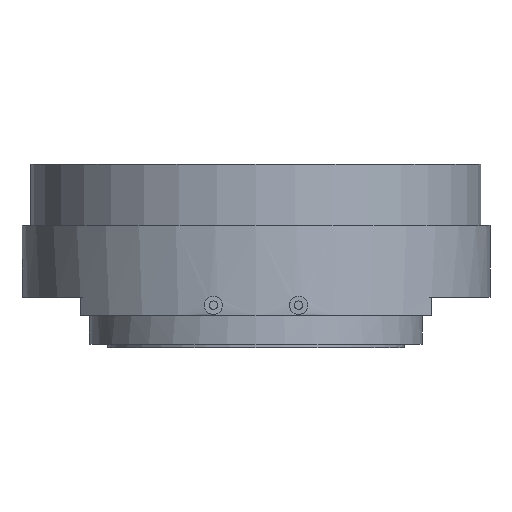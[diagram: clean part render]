
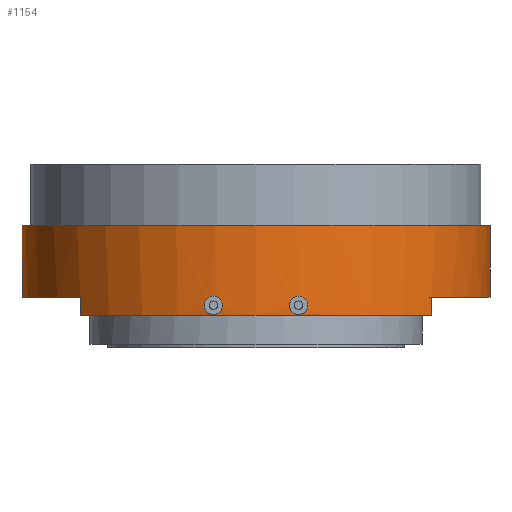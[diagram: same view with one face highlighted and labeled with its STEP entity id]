
A CAD part, front view. The second image highlights one B-rep face of the part: STEP entity #1154.
In plain terms, the highlighted cylindrical face has radius 6.5 mm (diameter 13 mm), a full revolution.
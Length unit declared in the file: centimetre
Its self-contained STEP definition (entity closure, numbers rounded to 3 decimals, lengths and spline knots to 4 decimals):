
#39=VECTOR('',#1523,1.);
#40=VECTOR('',#1526,1.);
#87=LINE('',#2003,#39);
#88=LINE('',#2007,#40);
#133=B_SPLINE_CURVE_WITH_KNOTS('',3,(#1851,#1852,#1853,#1854,#1855,#1856,
#1857,#1858,#1859,#1860,#1861,#1862,#1863,#1864,#1865,#1866,#1867,#1868,
#1869,#1870,#1871,#1872,#1873,#1874,#1875,#1876,#1877,#1878,#1879,#1880,
#1881,#1882,#1883,#1884),.UNSPECIFIED.,.T.,.U.,(4,2,2,2,2,2,2,2,2,2,2,2,
2,2,2,2,4),(0.,0.0094,0.0188,0.0284,
0.0381,0.0476,0.0572,0.0666,
0.076,0.0854,0.0948,0.1044,
0.1139,0.1235,0.1331,0.1426,0.152),
 .UNSPECIFIED.);
#134=B_SPLINE_CURVE_WITH_KNOTS('',3,(#1896,#1897,#1898,#1899,#1900,#1901,
#1902,#1903,#1904,#1905,#1906,#1907,#1908,#1909,#1910,#1911,#1912,#1913,
#1914,#1915,#1916,#1917,#1918,#1919,#1920,#1921,#1922,#1923,#1924,#1925,
#1926,#1927,#1928,#1929),.UNSPECIFIED.,.T.,.U.,(4,2,2,2,2,2,2,2,2,2,2,2,
2,2,2,2,4),(0.,0.0094,0.0188,0.0284,
0.0379,0.0475,0.0572,0.0666,
0.076,0.0854,0.0948,0.1044,
0.114,0.1236,0.1332,0.1426,
0.152),.UNSPECIFIED.);
#161=VERTEX_POINT('',#1885);
#165=VERTEX_POINT('',#1930);
#167=VERTEX_POINT('',#1935);
#168=VERTEX_POINT('',#1937);
#199=VERTEX_POINT('',#2001);
#200=VERTEX_POINT('',#2004);
#201=VERTEX_POINT('',#2006);
#284=CIRCLE('',#1250,0.65);
#315=CIRCLE('',#1282,0.65);
#316=CIRCLE('',#1284,0.65);
#395=EDGE_CURVE('',#161,#161,#133,.T.);
#399=EDGE_CURVE('',#165,#165,#134,.T.);
#401=EDGE_CURVE('',#168,#167,#284,.T.);
#433=EDGE_CURVE('',#199,#199,#315,.T.);
#434=EDGE_CURVE('',#167,#200,#87,.T.);
#435=EDGE_CURVE('',#200,#201,#316,.T.);
#436=EDGE_CURVE('',#168,#201,#88,.T.);
#604=ORIENTED_EDGE('',*,*,#395,.T.);
#605=ORIENTED_EDGE('',*,*,#399,.T.);
#606=ORIENTED_EDGE('',*,*,#433,.T.);
#607=ORIENTED_EDGE('',*,*,#401,.T.);
#608=ORIENTED_EDGE('',*,*,#434,.T.);
#609=ORIENTED_EDGE('',*,*,#435,.T.);
#610=ORIENTED_EDGE('',*,*,#436,.F.);
#908=EDGE_LOOP('',(#604));
#909=EDGE_LOOP('',(#605));
#910=EDGE_LOOP('',(#606));
#911=EDGE_LOOP('',(#607,#608,#609,#610));
#1038=FACE_BOUND('',#908,.T.);
#1039=FACE_BOUND('',#909,.T.);
#1040=FACE_BOUND('',#910,.T.);
#1041=FACE_BOUND('',#911,.T.);
#1154=ADVANCED_FACE('',(#1038,#1039,#1040,#1041),#2276,.T.);
#1250=AXIS2_PLACEMENT_3D('',#1936,#1455,#1456);
#1282=AXIS2_PLACEMENT_3D('',#2000,#1519,#1520);
#1283=AXIS2_PLACEMENT_3D('',#2002,#1521,#1522);
#1284=AXIS2_PLACEMENT_3D('',#2005,#1524,#1525);
#1455=DIRECTION('',(0.,0.,1.));
#1456=DIRECTION('',(0.65,0.,0.));
#1519=DIRECTION('',(0.,0.,-1.));
#1520=DIRECTION('',(0.65,0.,0.));
#1521=DIRECTION('',(0.,0.,1.));
#1522=DIRECTION('',(0.65,0.,0.));
#1523=DIRECTION('',(0.,0.,-1.));
#1524=DIRECTION('',(0.,0.,1.));
#1525=DIRECTION('',(-0.65,0.,0.));
#1526=DIRECTION('',(0.,0.,-1.));
#1851=CARTESIAN_POINT('',(0.1432,-0.634,-0.0218));
#1852=CARTESIAN_POINT('',(0.1432,-0.634,-0.025));
#1853=CARTESIAN_POINT('',(0.1426,-0.6342,-0.0283));
#1854=CARTESIAN_POINT('',(0.14,-0.6347,-0.0344));
#1855=CARTESIAN_POINT('',(0.1381,-0.6352,-0.0372));
#1856=CARTESIAN_POINT('',(0.1337,-0.6361,-0.0417));
#1857=CARTESIAN_POINT('',(0.1309,-0.6367,-0.0436));
#1858=CARTESIAN_POINT('',(0.1247,-0.6379,-0.0462));
#1859=CARTESIAN_POINT('',(0.1213,-0.6386,-0.0468));
#1860=CARTESIAN_POINT('',(0.115,-0.6397,-0.0468));
#1861=CARTESIAN_POINT('',(0.1117,-0.6403,-0.0462));
#1862=CARTESIAN_POINT('',(0.1055,-0.6414,-0.0436));
#1863=CARTESIAN_POINT('',(0.1027,-0.6418,-0.0417));
#1864=CARTESIAN_POINT('',(0.0983,-0.6425,-0.0372));
#1865=CARTESIAN_POINT('',(0.0963,-0.6428,-0.0344));
#1866=CARTESIAN_POINT('',(0.0938,-0.6432,-0.0283));
#1867=CARTESIAN_POINT('',(0.0932,-0.6433,-0.025));
#1868=CARTESIAN_POINT('',(0.0932,-0.6433,-0.0187));
#1869=CARTESIAN_POINT('',(0.0938,-0.6432,-0.0153));
#1870=CARTESIAN_POINT('',(0.0963,-0.6428,-0.0092));
#1871=CARTESIAN_POINT('',(0.0983,-0.6425,-0.0064));
#1872=CARTESIAN_POINT('',(0.1027,-0.6418,-0.0019));
#1873=CARTESIAN_POINT('',(0.1055,-0.6414,0.));
#1874=CARTESIAN_POINT('',(0.1117,-0.6403,0.0026));
#1875=CARTESIAN_POINT('',(0.115,-0.6397,0.0032));
#1876=CARTESIAN_POINT('',(0.1213,-0.6386,0.0032));
#1877=CARTESIAN_POINT('',(0.1247,-0.6379,0.0025));
#1878=CARTESIAN_POINT('',(0.1309,-0.6367,0.));
#1879=CARTESIAN_POINT('',(0.1337,-0.6361,-0.002));
#1880=CARTESIAN_POINT('',(0.1381,-0.6352,-0.0064));
#1881=CARTESIAN_POINT('',(0.14,-0.6347,-0.0092));
#1882=CARTESIAN_POINT('',(0.1426,-0.6342,-0.0153));
#1883=CARTESIAN_POINT('',(0.1432,-0.634,-0.0187));
#1884=CARTESIAN_POINT('',(0.1432,-0.634,-0.0218));
#1885=CARTESIAN_POINT('',(0.1432,-0.634,-0.0218));
#1896=CARTESIAN_POINT('',(-0.0932,-0.6433,-0.0218));
#1897=CARTESIAN_POINT('',(-0.0932,-0.6433,-0.025));
#1898=CARTESIAN_POINT('',(-0.0938,-0.6432,-0.0283));
#1899=CARTESIAN_POINT('',(-0.0963,-0.6428,-0.0344));
#1900=CARTESIAN_POINT('',(-0.0983,-0.6425,-0.0372));
#1901=CARTESIAN_POINT('',(-0.1027,-0.6418,-0.0417));
#1902=CARTESIAN_POINT('',(-0.1055,-0.6414,-0.0436));
#1903=CARTESIAN_POINT('',(-0.1117,-0.6403,-0.0462));
#1904=CARTESIAN_POINT('',(-0.115,-0.6397,-0.0468));
#1905=CARTESIAN_POINT('',(-0.1213,-0.6386,-0.0468));
#1906=CARTESIAN_POINT('',(-0.1247,-0.6379,-0.0462));
#1907=CARTESIAN_POINT('',(-0.1309,-0.6367,-0.0436));
#1908=CARTESIAN_POINT('',(-0.1337,-0.6361,-0.0417));
#1909=CARTESIAN_POINT('',(-0.1381,-0.6352,-0.0372));
#1910=CARTESIAN_POINT('',(-0.14,-0.6347,-0.0344));
#1911=CARTESIAN_POINT('',(-0.1426,-0.6342,-0.0283));
#1912=CARTESIAN_POINT('',(-0.1432,-0.634,-0.025));
#1913=CARTESIAN_POINT('',(-0.1432,-0.634,-0.0187));
#1914=CARTESIAN_POINT('',(-0.1426,-0.6342,-0.0153));
#1915=CARTESIAN_POINT('',(-0.14,-0.6347,-0.0092));
#1916=CARTESIAN_POINT('',(-0.1381,-0.6352,-0.0064));
#1917=CARTESIAN_POINT('',(-0.1337,-0.6361,-0.002));
#1918=CARTESIAN_POINT('',(-0.1309,-0.6367,0.));
#1919=CARTESIAN_POINT('',(-0.1247,-0.6379,0.0025));
#1920=CARTESIAN_POINT('',(-0.1213,-0.6386,0.0032));
#1921=CARTESIAN_POINT('',(-0.115,-0.6397,0.0032));
#1922=CARTESIAN_POINT('',(-0.1117,-0.6403,0.0026));
#1923=CARTESIAN_POINT('',(-0.1055,-0.6414,0.));
#1924=CARTESIAN_POINT('',(-0.1027,-0.6418,-0.0019));
#1925=CARTESIAN_POINT('',(-0.0983,-0.6425,-0.0064));
#1926=CARTESIAN_POINT('',(-0.0963,-0.6428,-0.0092));
#1927=CARTESIAN_POINT('',(-0.0938,-0.6432,-0.0153));
#1928=CARTESIAN_POINT('',(-0.0932,-0.6433,-0.0187));
#1929=CARTESIAN_POINT('',(-0.0932,-0.6433,-0.0218));
#1930=CARTESIAN_POINT('',(-0.0932,-0.6433,-0.0218));
#1935=CARTESIAN_POINT('',(-0.4875,-0.4299,0.));
#1936=CARTESIAN_POINT('',(0.,0.,0.));
#1937=CARTESIAN_POINT('',(0.4875,-0.4299,0.));
#2000=CARTESIAN_POINT('',(0.,0.,0.2));
#2001=CARTESIAN_POINT('',(0.65,0.,0.2));
#2002=CARTESIAN_POINT('',(0.,0.,0.));
#2003=CARTESIAN_POINT('',(-0.4875,-0.4299,0.));
#2004=CARTESIAN_POINT('',(-0.4875,-0.4299,-0.05));
#2005=CARTESIAN_POINT('',(0.,0.,-0.05));
#2006=CARTESIAN_POINT('',(0.4875,-0.4299,-0.05));
#2007=CARTESIAN_POINT('',(0.4875,-0.4299,0.));
#2276=CYLINDRICAL_SURFACE('',#1283,0.65);
